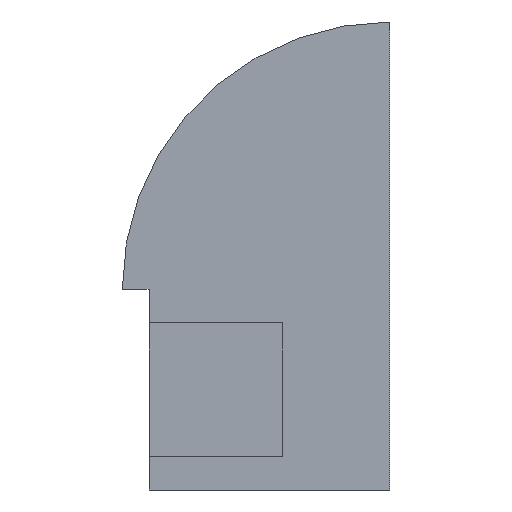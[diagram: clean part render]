
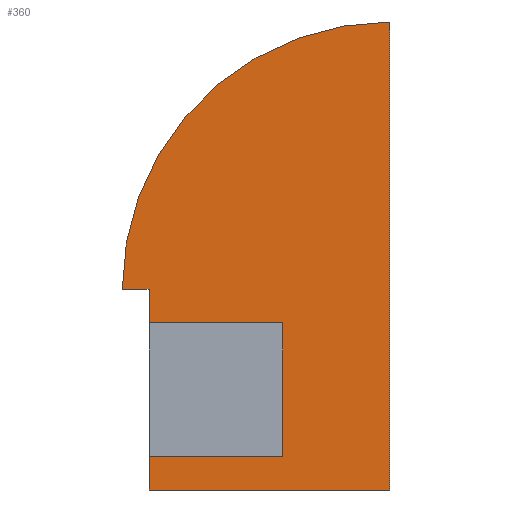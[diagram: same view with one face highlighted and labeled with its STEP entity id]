
A CAD part, left-side view. The second image highlights one B-rep face of the part: STEP entity #360.
In plain terms, the highlighted planar face has unit normal (-1, 0, 0).
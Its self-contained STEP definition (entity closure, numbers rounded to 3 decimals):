
#32=CIRCLE('',#409,40.);
#48=FACE_OUTER_BOUND('',#69,.T.);
#69=EDGE_LOOP('',(#311,#312,#313,#314,#315,#316,#317,#318,#319));
#97=LINE('',#556,#137);
#99=LINE('',#561,#139);
#101=LINE('',#564,#141);
#107=LINE('',#588,#147);
#109=LINE('',#592,#149);
#110=LINE('',#593,#150);
#112=LINE('',#597,#152);
#113=LINE('',#600,#153);
#137=VECTOR('',#452,10.);
#139=VECTOR('',#456,10.);
#141=VECTOR('',#460,10.);
#147=VECTOR('',#486,10.);
#149=VECTOR('',#490,10.);
#150=VECTOR('',#491,10.);
#152=VECTOR('',#495,10.);
#153=VECTOR('',#498,10.);
#172=VERTEX_POINT('',#552);
#173=VERTEX_POINT('',#554);
#174=VERTEX_POINT('',#558);
#175=VERTEX_POINT('',#560);
#182=VERTEX_POINT('',#584);
#183=VERTEX_POINT('',#586);
#184=VERTEX_POINT('',#590);
#185=VERTEX_POINT('',#595);
#186=VERTEX_POINT('',#599);
#210=EDGE_CURVE('',#172,#173,#97,.T.);
#212=EDGE_CURVE('',#175,#174,#99,.T.);
#214=EDGE_CURVE('',#173,#175,#101,.T.);
#226=EDGE_CURVE('',#182,#183,#107,.T.);
#228=EDGE_CURVE('',#174,#184,#109,.T.);
#229=EDGE_CURVE('',#183,#172,#110,.T.);
#231=EDGE_CURVE('',#185,#184,#112,.T.);
#232=EDGE_CURVE('',#186,#185,#113,.T.);
#233=EDGE_CURVE('',#186,#182,#32,.T.);
#311=ORIENTED_EDGE('',*,*,#212,.T.);
#312=ORIENTED_EDGE('',*,*,#228,.T.);
#313=ORIENTED_EDGE('',*,*,#231,.F.);
#314=ORIENTED_EDGE('',*,*,#232,.F.);
#315=ORIENTED_EDGE('',*,*,#233,.T.);
#316=ORIENTED_EDGE('',*,*,#226,.T.);
#317=ORIENTED_EDGE('',*,*,#229,.T.);
#318=ORIENTED_EDGE('',*,*,#210,.T.);
#319=ORIENTED_EDGE('',*,*,#214,.T.);
#343=PLANE('',#408);
#360=ADVANCED_FACE('',(#48),#343,.F.);
#408=AXIS2_PLACEMENT_3D('',#598,#496,#497);
#409=AXIS2_PLACEMENT_3D('',#601,#499,#500);
#452=DIRECTION('',(0.,-1.,0.));
#456=DIRECTION('',(0.,1.,0.));
#460=DIRECTION('',(0.,0.,-1.));
#486=DIRECTION('',(0.,-1.,0.));
#490=DIRECTION('',(0.,0.,-1.));
#491=DIRECTION('',(0.,0.,-1.));
#495=DIRECTION('',(0.,1.,0.));
#496=DIRECTION('center_axis',(1.,0.,0.));
#497=DIRECTION('ref_axis',(0.,0.,-1.));
#498=DIRECTION('',(0.,0.,-1.));
#499=DIRECTION('center_axis',(-1.,0.,0.));
#500=DIRECTION('ref_axis',(0.,1.,0.));
#552=CARTESIAN_POINT('',(-105.,21.858,-24.142));
#554=CARTESIAN_POINT('',(-105.,1.858,-24.142));
#556=CARTESIAN_POINT('',(-105.,13.858,-24.142));
#558=CARTESIAN_POINT('',(-105.,21.858,-34.142));
#560=CARTESIAN_POINT('',(-105.,1.858,-34.142));
#561=CARTESIAN_POINT('',(-105.,13.858,-34.142));
#564=CARTESIAN_POINT('',(-105.,1.858,-11.642));
#584=CARTESIAN_POINT('',(-105.,25.858,-14.142));
#586=CARTESIAN_POINT('',(-105.,21.858,-14.142));
#588=CARTESIAN_POINT('',(-105.,15.858,-14.142));
#590=CARTESIAN_POINT('',(-105.,21.858,-44.142));
#592=CARTESIAN_POINT('',(-105.,21.858,-11.642));
#593=CARTESIAN_POINT('',(-105.,21.858,-11.642));
#595=CARTESIAN_POINT('',(-105.,-14.142,-44.142));
#597=CARTESIAN_POINT('',(-105.,-14.142,-44.142));
#598=CARTESIAN_POINT('Origin',(-105.,5.858,5.858));
#599=CARTESIAN_POINT('',(-105.,-14.142,25.858));
#600=CARTESIAN_POINT('',(-105.,-14.142,-14.142));
#601=CARTESIAN_POINT('Origin',(-105.,-14.142,-14.142));
